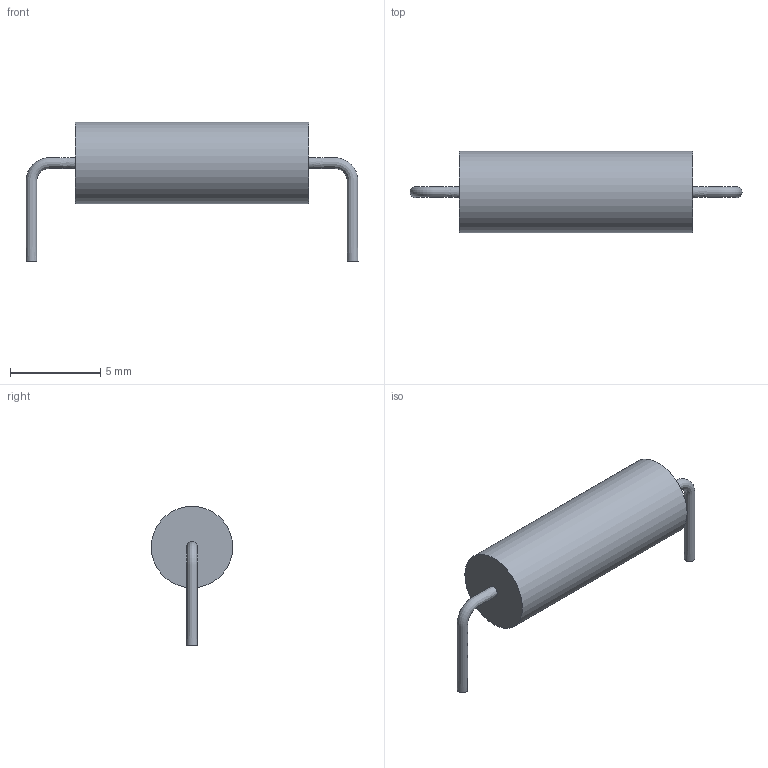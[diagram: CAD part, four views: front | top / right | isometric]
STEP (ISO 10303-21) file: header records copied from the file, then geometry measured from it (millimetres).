
FILE_DESCRIPTION(/* description */ (''),/* implementation_level */ '2;1');
FILE_NAME(/* name */ 'CAPAD1778-1290X450.stp',/* time_stamp */ '2017-03-13T13:37:26+01:00',/* author */ ('riccim'),/* organization */ (''),/* preprocessor_version */ 'ST-DEVELOPER v16.1',/* originating_system */ 'AutoCAD Mechanical',/* authorisation */ '');
FILE_SCHEMA (('AUTOMOTIVE_DESIGN { 1 0 10303 214 3 1 1 }'));
Length unit declared in the file: millimetre
Products named in the file (1): Product
Bounding box: 18.38 x 4.5 x 7.7 mm (x, y, z)
Volume: 209.4 mm3; surface area: 244 mm2
Topology: 3 solids, 3 shells, 9 faces, 9 edges, 6 vertices
Faces by surface type: plane 6, bspline 2, cylinder 1
Full cylindrical faces by diameter (mm): 4.5 x1
Entity records: 1522 total; most frequent: CARTESIAN_POINT 1362, DIRECTION 28, ORIENTED_EDGE 16, AXIS2_PLACEMENT_3D 14, EDGE_LOOP 10, FACE_OUTER_BOUND 9, ADVANCED_FACE 9, EDGE_CURVE 8
